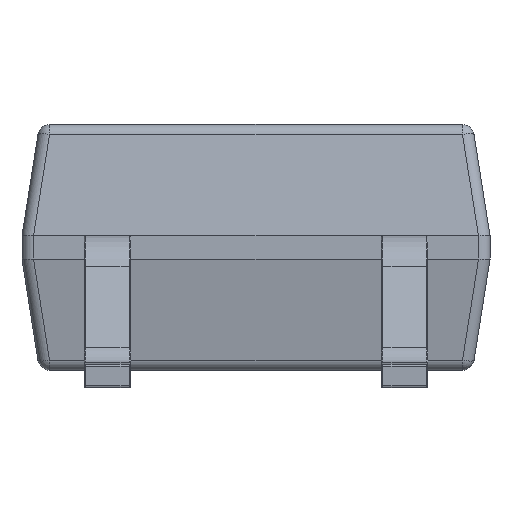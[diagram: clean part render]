
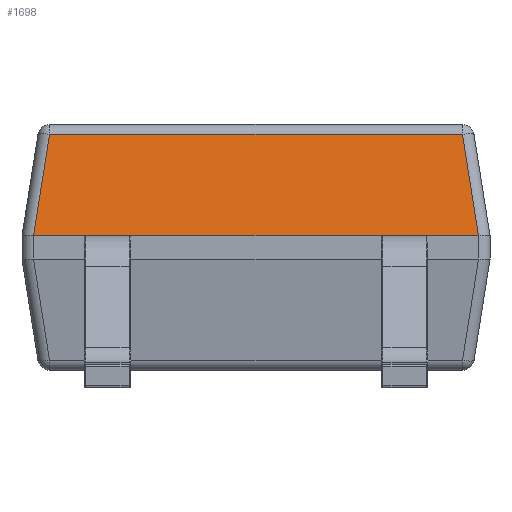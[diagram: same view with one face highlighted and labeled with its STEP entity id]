
A CAD part, front view. The second image highlights one B-rep face of the part: STEP entity #1698.
In plain terms, the highlighted planar face has unit normal (0, -0.988, 0.156).
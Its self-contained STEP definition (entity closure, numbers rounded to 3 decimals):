
#14 = CARTESIAN_POINT ( 'NONE',  ( -1.9, -2.2, 1.25 ) ) ;
#286 = EDGE_CURVE ( 'NONE', #1491, #5711, #11966, .T. ) ;
#629 = DIRECTION ( 'NONE',  ( -0.154, -0.154, -0.976 ) ) ;
#731 = CARTESIAN_POINT ( 'NONE',  ( 1.9, -2.2, 1.25 ) ) ;
#804 = ORIENTED_EDGE ( 'NONE', *, *, #18941, .T. ) ;
#1060 = CARTESIAN_POINT ( 'NONE',  ( -1.71, -2.008, 2.463 ) ) ;
#1355 = LINE ( 'NONE', #1783, #22776 ) ;
#1491 = VERTEX_POINT ( 'NONE', #22676 ) ;
#1698 = ADVANCED_FACE ( 'NONE', ( #26112 ), #19213, .T. ) ;
#1783 = CARTESIAN_POINT ( 'NONE',  ( 1.71, -2.008, 2.463 ) ) ;
#3537 = VERTEX_POINT ( 'NONE', #12374 ) ;
#3596 = EDGE_CURVE ( 'NONE', #15050, #1491, #12787, .T. ) ;
#3671 = ORIENTED_EDGE ( 'NONE', *, *, #10813, .T. ) ;
#3881 = DIRECTION ( 'NONE',  ( -1., 0., 0. ) ) ;
#3960 = CARTESIAN_POINT ( 'NONE',  ( -2., -2.2, 1.25 ) ) ;
#5711 = VERTEX_POINT ( 'NONE', #16695 ) ;
#6123 = CARTESIAN_POINT ( 'NONE',  ( 0., -2.05, 2.2 ) ) ;
#7449 = CARTESIAN_POINT ( 'NONE',  ( 1.901, -2.2, 1.25 ) ) ;
#7787 = DIRECTION ( 'NONE',  ( -0.154, 0.154, 0.976 ) ) ;
#10644 = CARTESIAN_POINT ( 'NONE',  ( 0., -2.063, 2.116 ) ) ;
#10813 = EDGE_CURVE ( 'NONE', #5711, #19887, #16622, .T. ) ;
#11966 = LINE ( 'NONE', #1060, #15582 ) ;
#12374 = CARTESIAN_POINT ( 'NONE',  ( 1.901, -2.2, 1.25 ) ) ;
#12565 = CARTESIAN_POINT ( 'NONE',  ( -1.901, -2.2, 1.25 ) ) ;
#12787 = LINE ( 'NONE', #10644, #16449 ) ;
#14154 = ORIENTED_EDGE ( 'NONE', *, *, #26462, .T. ) ;
#14347 = CARTESIAN_POINT ( 'NONE',  ( 1.901, -2.2, 1.25 ) ) ;
#14912 = DIRECTION ( 'NONE',  ( -1., 0., 0. ) ) ;
#15050 = VERTEX_POINT ( 'NONE', #25820 ) ;
#15111 = VECTOR ( 'NONE', #15171, 1000. ) ;
#15171 = DIRECTION ( 'NONE',  ( -1., 0., 0. ) ) ;
#15274 = ORIENTED_EDGE ( 'NONE', *, *, #3596, .T. ) ;
#15582 = VECTOR ( 'NONE', #629, 1000. ) ;
#16449 = VECTOR ( 'NONE', #3881, 1000. ) ;
#16622 =( BOUNDED_CURVE ( )  B_SPLINE_CURVE ( 3, ( #23612, #12565, #27771, #19170 ),
 .UNSPECIFIED., .F., .F. ) 
 B_SPLINE_CURVE_WITH_KNOTS ( ( 4, 4 ),
 ( 6.271, 6.283 ),
 .UNSPECIFIED. ) 
 CURVE ( )  GEOMETRIC_REPRESENTATION_ITEM ( )  RATIONAL_B_SPLINE_CURVE ( ( 1., 1., 1., 1. ) ) 
 REPRESENTATION_ITEM ( '' )  );
#16695 = CARTESIAN_POINT ( 'NONE',  ( -1.901, -2.2, 1.25 ) ) ;
#17320 = LINE ( 'NONE', #3960, #15111 ) ;
#18941 = EDGE_CURVE ( 'NONE', #3537, #15050, #1355, .T. ) ;
#19170 = CARTESIAN_POINT ( 'NONE',  ( -1.9, -2.2, 1.25 ) ) ;
#19213 = PLANE ( 'NONE',  #26674 ) ;
#19887 = VERTEX_POINT ( 'NONE', #14 ) ;
#20503 = ORIENTED_EDGE ( 'NONE', *, *, #286, .T. ) ;
#20988 = CARTESIAN_POINT ( 'NONE',  ( 1.9, -2.2, 1.25 ) ) ;
#22044 = EDGE_CURVE ( 'NONE', #26718, #19887, #17320, .T. ) ;
#22115 = ORIENTED_EDGE ( 'NONE', *, *, #22044, .F. ) ;
#22676 = CARTESIAN_POINT ( 'NONE',  ( -1.765, -2.063, 2.116 ) ) ;
#22776 = VECTOR ( 'NONE', #7787, 1000. ) ;
#23612 = CARTESIAN_POINT ( 'NONE',  ( -1.901, -2.2, 1.25 ) ) ;
#24832 = EDGE_LOOP ( 'NONE', ( #22115, #14154, #804, #15274, #20503, #3671 ) ) ;
#25820 = CARTESIAN_POINT ( 'NONE',  ( 1.765, -2.063, 2.116 ) ) ;
#26112 = FACE_OUTER_BOUND ( 'NONE', #24832, .T. ) ;
#26462 = EDGE_CURVE ( 'NONE', #26718, #3537, #27425, .T. ) ;
#26674 = AXIS2_PLACEMENT_3D ( 'NONE', #6123, #27953, #14912 ) ;
#26718 = VERTEX_POINT ( 'NONE', #20988 ) ;
#27128 = CARTESIAN_POINT ( 'NONE',  ( 1.9, -2.2, 1.25 ) ) ;
#27425 =( BOUNDED_CURVE ( )  B_SPLINE_CURVE ( 3, ( #731, #27128, #7449, #14347 ),
 .UNSPECIFIED., .F., .F. ) 
 B_SPLINE_CURVE_WITH_KNOTS ( ( 4, 4 ),
 ( 0., 0.012 ),
 .UNSPECIFIED. ) 
 CURVE ( )  GEOMETRIC_REPRESENTATION_ITEM ( )  RATIONAL_B_SPLINE_CURVE ( ( 1., 1., 1., 1. ) ) 
 REPRESENTATION_ITEM ( '' )  );
#27771 = CARTESIAN_POINT ( 'NONE',  ( -1.9, -2.2, 1.25 ) ) ;
#27953 = DIRECTION ( 'NONE',  ( 0., -0.988, 0.156 ) ) ;
